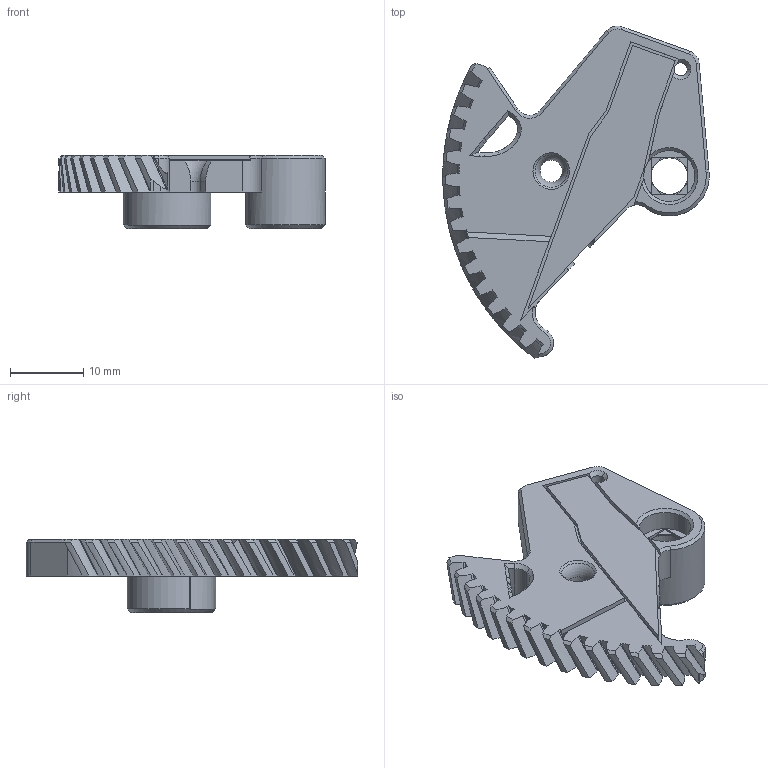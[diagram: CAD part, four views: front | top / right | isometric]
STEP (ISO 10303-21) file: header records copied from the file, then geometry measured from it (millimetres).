
FILE_DESCRIPTION (( 'STEP AP214' ), '1' );
FILE_NAME ('[a] Cutter Gear.step', '2024-06-03T16:00:57', ( '' ), ( '' ), 'SwSTEP 2.0', 'SolidWorks 2024', '' );
FILE_SCHEMA (( 'AUTOMOTIVE_DESIGN' ));
Length unit declared in the file: millimetre
Products named in the file (1): [a] Cutter Gear
Bounding box: 36.45 x 45.42 x 10 mm (x, y, z)
Volume: 3519.4 mm3; surface area: 4427.2 mm2
Topology: 2 solids, 2 shells, 439 faces, 1190 edges, 777 vertices
Faces by surface type: plane 203, bspline 137, cylinder 69, cone 26, torus 4
Full cylindrical faces by diameter (mm): 1.8 x2, 3 x1, 5 x1, 5.2 x1, 7 x1, 7.1 x1, 8.25 x1, 8.45 x1, 9.45 x1, 10.9 x1
Entity records: 24288 total; most frequent: CARTESIAN_POINT 9487, ORIENTED_EDGE 2314, DIRECTION 1582, EDGE_CURVE 1157, VERTEX_POINT 767, LINE 606, VECTOR 606, EDGE_LOOP 494
